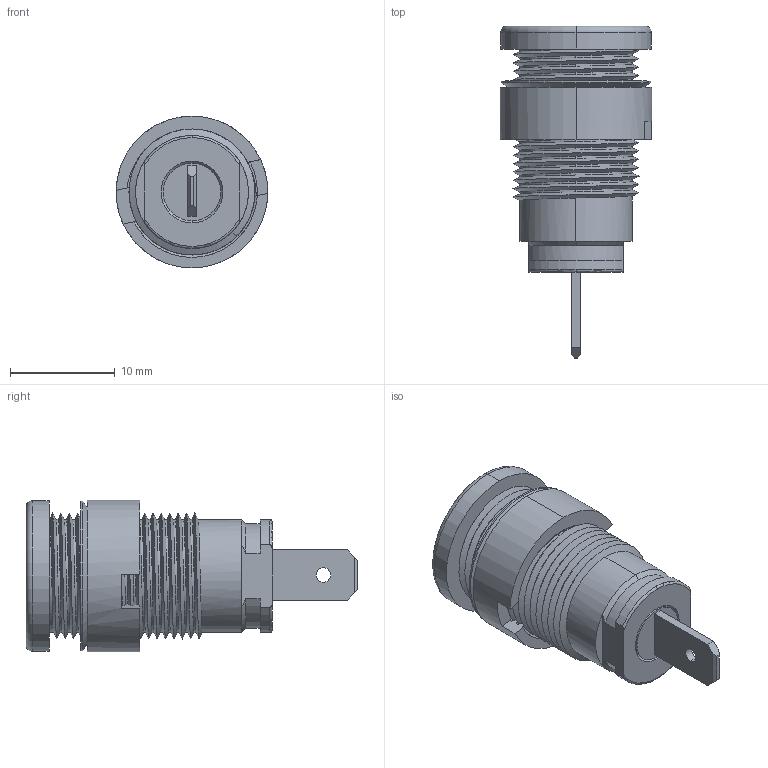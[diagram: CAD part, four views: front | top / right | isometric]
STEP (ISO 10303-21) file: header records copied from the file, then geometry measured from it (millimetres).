
FILE_DESCRIPTION (( 'STEP AP214' ), '1' );
FILE_NAME ('User Library-Banana jack-1.STEP', '2021-08-18T03:05:52', ( '' ), ( '' ), 'SwSTEP 2.0', 'SolidWorks 2021', '' );
FILE_SCHEMA (( 'AUTOMOTIVE_DESIGN' ));
Length unit declared in the file: millimetre
Products named in the file (5): Stor banan; Stor banan koppar; Stor banan mutter; Stor banan bricka; User Library-Banana jack-1
Assembly tree (4 placements, depth 2):
  User Library-Banana jack-1
    Stor banan
    Stor banan koppar
    Stor banan mutter
    Stor banan bricka
Bounding box: 14.5 x 31.7 x 14.5 mm (x, y, z)
Volume: 1593.4 mm3; surface area: 4397.2 mm2
Topology: 4 solids, 4 shells, 161 faces, 418 edges, 271 vertices
Faces by surface type: cylinder 88, plane 37, torus 15, bspline 12, cone 9
Entity records: 9811 total; most frequent: CARTESIAN_POINT 6003, ORIENTED_EDGE 836, DIRECTION 698, EDGE_CURVE 418, AXIS2_PLACEMENT_3D 272, VERTEX_POINT 271, EDGE_LOOP 175, FACE_OUTER_BOUND 161
